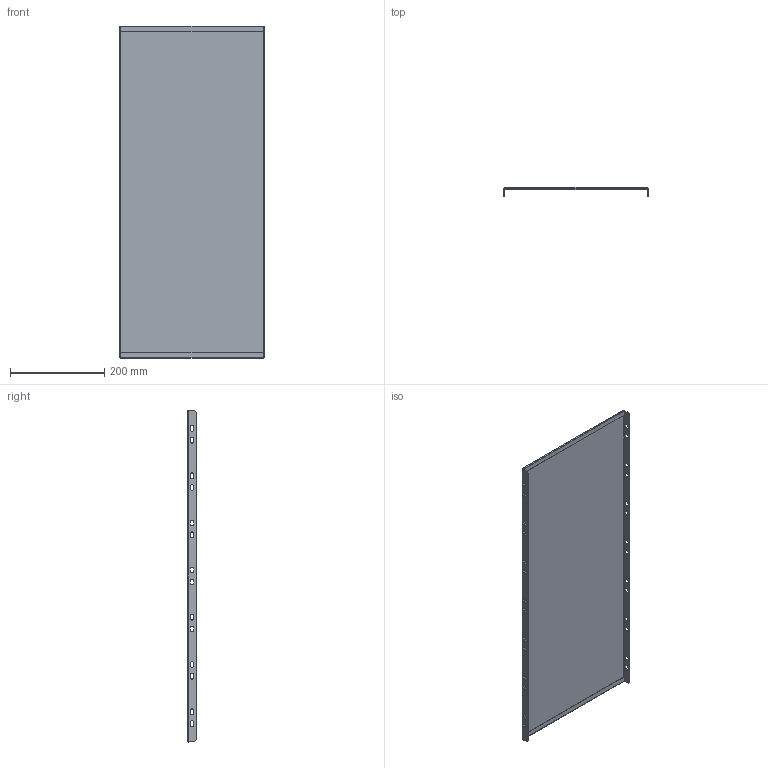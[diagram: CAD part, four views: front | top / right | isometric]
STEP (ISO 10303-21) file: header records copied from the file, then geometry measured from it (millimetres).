
FILE_DESCRIPTION (( 'STEP AP214' ), '1' );
FILE_NAME ('YKM40D-FO-VS-040-080 FORMAT Ïîëêà ðàçäåëèòåëüíàÿ 400õ800ìì IEK.STEP', '2022-05-31T07:07:02', ( '' ), ( '' ), 'SwSTEP 2.0', 'SolidWorks 2017', '' );
FILE_SCHEMA (( 'AUTOMOTIVE_DESIGN' ));
Length unit declared in the file: millimetre
Products named in the file (1): YKM40D-FO-VS-040-080 FORMAT Ïîëêà ðàçäåëèòåëüíàÿ 400õ800ìì IEK
Bounding box: 306 x 18 x 703.1 mm (x, y, z)
Volume: 362960 mm3; surface area: 488467.7 mm2
Topology: 1 solids, 1 shells, 182 faces, 508 edges, 328 vertices
Faces by surface type: cylinder 96, plane 86
Entity records: 6014 total; most frequent: DIRECTION 1066, CARTESIAN_POINT 1019, ORIENTED_EDGE 1016, EDGE_CURVE 508, AXIS2_PLACEMENT_3D 375, VERTEX_POINT 328, LINE 316, VECTOR 316
